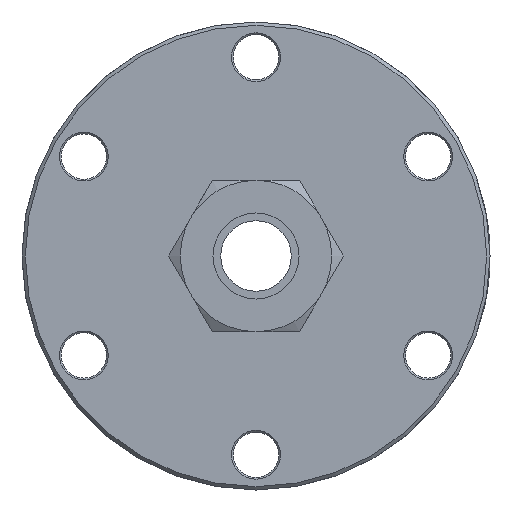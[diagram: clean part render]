
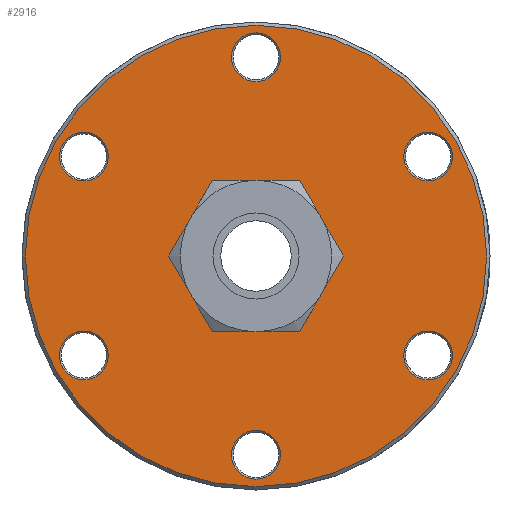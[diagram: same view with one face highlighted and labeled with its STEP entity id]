
A CAD part, front view. The second image highlights one B-rep face of the part: STEP entity #2916.
In plain terms, the highlighted planar face has unit normal (0, -1, 0).
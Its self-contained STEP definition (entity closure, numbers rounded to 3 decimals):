
#624=FACE_BOUND('',#882,.T.);
#625=FACE_BOUND('',#883,.T.);
#626=FACE_BOUND('',#884,.T.);
#627=FACE_BOUND('',#885,.T.);
#628=FACE_BOUND('',#886,.T.);
#629=FACE_BOUND('',#887,.T.);
#630=FACE_BOUND('',#888,.T.);
#698=FACE_OUTER_BOUND('',#881,.T.);
#881=EDGE_LOOP('',(#2117));
#882=EDGE_LOOP('',(#2118));
#883=EDGE_LOOP('',(#2119));
#884=EDGE_LOOP('',(#2120));
#885=EDGE_LOOP('',(#2121));
#886=EDGE_LOOP('',(#2122));
#887=EDGE_LOOP('',(#2123));
#888=EDGE_LOOP('',(#2124));
#1063=CIRCLE('',#3193,10.668);
#1067=CIRCLE('',#3198,34.05);
#1068=CIRCLE('',#3200,3.6);
#1069=CIRCLE('',#3201,3.6);
#1070=CIRCLE('',#3202,3.6);
#1071=CIRCLE('',#3203,3.6);
#1072=CIRCLE('',#3204,3.6);
#1073=CIRCLE('',#3205,3.6);
#1216=VERTEX_POINT('',#4458);
#1220=VERTEX_POINT('',#4468);
#1221=VERTEX_POINT('',#4472);
#1222=VERTEX_POINT('',#4474);
#1223=VERTEX_POINT('',#4476);
#1224=VERTEX_POINT('',#4478);
#1225=VERTEX_POINT('',#4480);
#1226=VERTEX_POINT('',#4482);
#1551=EDGE_CURVE('',#1216,#1216,#1063,.T.);
#1557=EDGE_CURVE('',#1220,#1220,#1067,.T.);
#1558=EDGE_CURVE('',#1221,#1221,#1068,.T.);
#1559=EDGE_CURVE('',#1222,#1222,#1069,.T.);
#1560=EDGE_CURVE('',#1223,#1223,#1070,.T.);
#1561=EDGE_CURVE('',#1224,#1224,#1071,.T.);
#1562=EDGE_CURVE('',#1225,#1225,#1072,.T.);
#1563=EDGE_CURVE('',#1226,#1226,#1073,.T.);
#2117=ORIENTED_EDGE('',*,*,#1557,.F.);
#2118=ORIENTED_EDGE('',*,*,#1551,.T.);
#2119=ORIENTED_EDGE('',*,*,#1558,.F.);
#2120=ORIENTED_EDGE('',*,*,#1559,.F.);
#2121=ORIENTED_EDGE('',*,*,#1560,.F.);
#2122=ORIENTED_EDGE('',*,*,#1561,.F.);
#2123=ORIENTED_EDGE('',*,*,#1562,.F.);
#2124=ORIENTED_EDGE('',*,*,#1563,.F.);
#2817=PLANE('',#3199);
#2916=ADVANCED_FACE('',(#698,#624,#625,#626,#627,#628,#629,#630),#2817,
 .T.);
#3193=AXIS2_PLACEMENT_3D('',#4459,#3600,#3601);
#3198=AXIS2_PLACEMENT_3D('',#4470,#3612,#3613);
#3199=AXIS2_PLACEMENT_3D('',#4471,#3614,#3615);
#3200=AXIS2_PLACEMENT_3D('',#4473,#3616,#3617);
#3201=AXIS2_PLACEMENT_3D('',#4475,#3618,#3619);
#3202=AXIS2_PLACEMENT_3D('',#4477,#3620,#3621);
#3203=AXIS2_PLACEMENT_3D('',#4479,#3622,#3623);
#3204=AXIS2_PLACEMENT_3D('',#4481,#3624,#3625);
#3205=AXIS2_PLACEMENT_3D('',#4483,#3626,#3627);
#3600=DIRECTION('center_axis',(0.,1.,0.));
#3601=DIRECTION('ref_axis',(-1.,0.,0.));
#3612=DIRECTION('center_axis',(0.,1.,0.));
#3613=DIRECTION('ref_axis',(1.,0.,0.));
#3614=DIRECTION('center_axis',(0.,-1.,0.));
#3615=DIRECTION('ref_axis',(0.,0.,-1.));
#3616=DIRECTION('center_axis',(0.,-1.,0.));
#3617=DIRECTION('ref_axis',(0.5,0.,0.866));
#3618=DIRECTION('center_axis',(0.,-1.,0.));
#3619=DIRECTION('ref_axis',(-1.,0.,0.));
#3620=DIRECTION('center_axis',(0.,-1.,0.));
#3621=DIRECTION('ref_axis',(0.5,0.,-0.866));
#3622=DIRECTION('center_axis',(0.,-1.,0.));
#3623=DIRECTION('ref_axis',(1.,0.,0.));
#3624=DIRECTION('center_axis',(0.,-1.,0.));
#3625=DIRECTION('ref_axis',(-0.5,0.,-0.866));
#3626=DIRECTION('center_axis',(0.,-1.,0.));
#3627=DIRECTION('ref_axis',(-0.5,0.,0.866));
#4458=CARTESIAN_POINT('',(10.668,0.,0.));
#4459=CARTESIAN_POINT('Origin',(0.,0.,0.));
#4468=CARTESIAN_POINT('',(-34.05,0.,0.));
#4470=CARTESIAN_POINT('Origin',(0.,0.,0.));
#4471=CARTESIAN_POINT('Origin',(-34.55,0.,0.));
#4472=CARTESIAN_POINT('',(23.618,0.,-17.793));
#4473=CARTESIAN_POINT('Origin',(25.418,0.,-14.675));
#4474=CARTESIAN_POINT('',(3.6,0.,29.35));
#4475=CARTESIAN_POINT('Origin',(0.,0.,29.35));
#4476=CARTESIAN_POINT('',(-27.218,0.,-11.557));
#4477=CARTESIAN_POINT('Origin',(-25.418,0.,-14.675));
#4478=CARTESIAN_POINT('',(-3.6,0.,-29.35));
#4479=CARTESIAN_POINT('Origin',(0.,0.,-29.35));
#4480=CARTESIAN_POINT('',(-23.618,0.,17.793));
#4481=CARTESIAN_POINT('Origin',(-25.418,0.,14.675));
#4482=CARTESIAN_POINT('',(27.218,0.,11.557));
#4483=CARTESIAN_POINT('Origin',(25.418,0.,14.675));
